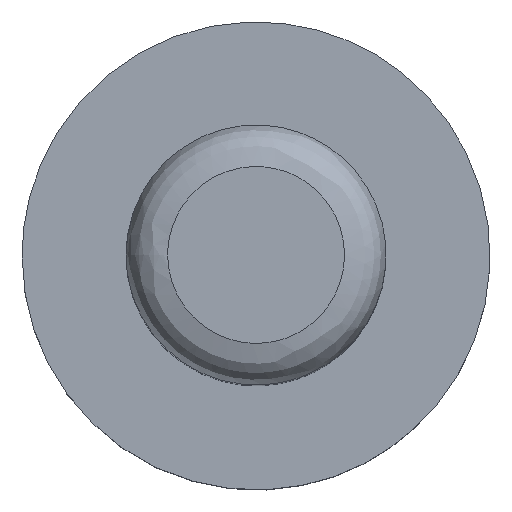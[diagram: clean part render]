
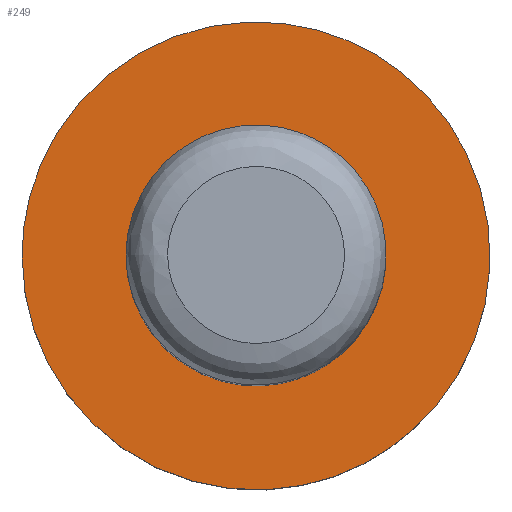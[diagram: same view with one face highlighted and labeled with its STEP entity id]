
A CAD part, top view. The second image highlights one B-rep face of the part: STEP entity #249.
In plain terms, the highlighted free-form (B-spline) face has degree [1, 1] with [2, 2] control points.
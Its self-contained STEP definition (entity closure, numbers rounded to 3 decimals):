
#191=CARTESIAN_POINT('V6',(-1.25,0.081,
   7.781));
#192=VERTEX_POINT('V6',#191);
#200=CARTESIAN_POINT('E19',(-1.25,0.081,
   7.781));
#201=CARTESIAN_POINT('E19',(-1.25,-2.084,
   7.781));
#202=CARTESIAN_POINT('E19',(0.625,-1.001,
   7.781));
#203=CARTESIAN_POINT('E19',(2.5,0.081,
   7.781));
#204=CARTESIAN_POINT('E19',(0.625,1.164,
   7.781));
#205=CARTESIAN_POINT('E19',(-1.25,2.246,
   7.781));
#206=CARTESIAN_POINT('E19',(-1.25,0.081,
   7.781));
#214=(BOUNDED_CURVE()B_SPLINE_CURVE(2,(#200,#201,#202,#203,#204,
   #205,#206),.CIRCULAR_ARC.,.T.,.U.)B_SPLINE_CURVE_WITH_KNOTS((3,
   2,2,3),(0.0,0.849,1.698,
   2.547),.UNSPECIFIED.)CURVE()
   GEOMETRIC_REPRESENTATION_ITEM()RATIONAL_B_SPLINE_CURVE((1.0,
   0.5,1.0,0.5,1.0,0.5,1.0)
   )REPRESENTATION_ITEM('E19'));
#215=EDGE_CURVE('E19',#192,#192,#214,.T.);
#220=CARTESIAN_POINT('F5',(-2.475,-2.394,
   7.781));
#221=CARTESIAN_POINT('F5',(2.475,-2.394,
   7.781));
#222=CARTESIAN_POINT('F5',(-2.475,2.556,
   7.781));
#223=CARTESIAN_POINT('F5',(2.475,2.556,
   7.781));
#224=QUASI_UNIFORM_SURFACE('F5',1,1,((#220,#222),(#221,#223)),
   .PLANE_SURF.,.F.,.F.,.U.);
#225=CARTESIAN_POINT('V7',(-2.25,0.081,
   7.781));
#226=VERTEX_POINT('V7',#225);
#227=CARTESIAN_POINT('E20',(-2.25,0.081,
   7.781));
#228=CARTESIAN_POINT('E20',(-2.25,-3.816,
   7.781));
#229=CARTESIAN_POINT('E20',(1.125,-1.867,
   7.781));
#230=CARTESIAN_POINT('E20',(4.5,0.081,
   7.781));
#231=CARTESIAN_POINT('E20',(1.125,2.03,
   7.781));
#232=CARTESIAN_POINT('E20',(-2.25,3.978,
   7.781));
#233=CARTESIAN_POINT('E20',(-2.25,0.081,
   7.781));
#241=(BOUNDED_CURVE()B_SPLINE_CURVE(2,(#227,#228,#229,#230,#231,
   #232,#233),.CIRCULAR_ARC.,.T.,.U.)B_SPLINE_CURVE_WITH_KNOTS((3,
   2,2,3),(0.0,0.333,0.667,1.0),
   .UNSPECIFIED.)CURVE()GEOMETRIC_REPRESENTATION_ITEM()
   RATIONAL_B_SPLINE_CURVE((1.0,0.5,1.0,
   0.5,1.0,0.5,1.0))REPRESENTATION_ITEM(
   'E20'));
#242=EDGE_CURVE('E20',#226,#226,#241,.T.);
#243=ORIENTED_EDGE('E20',*,*,#242,.T.);
#244=EDGE_LOOP('F5',(#243));
#245=FACE_OUTER_BOUND('F5',#244,.T.);
#246=ORIENTED_EDGE('F4',*,*,#215,.F.);
#247=EDGE_LOOP('F5',(#246));
#248=FACE_BOUND('F5',#247,.T.);
#249=ADVANCED_FACE('F5',(#245,#248),#224,.T.);
